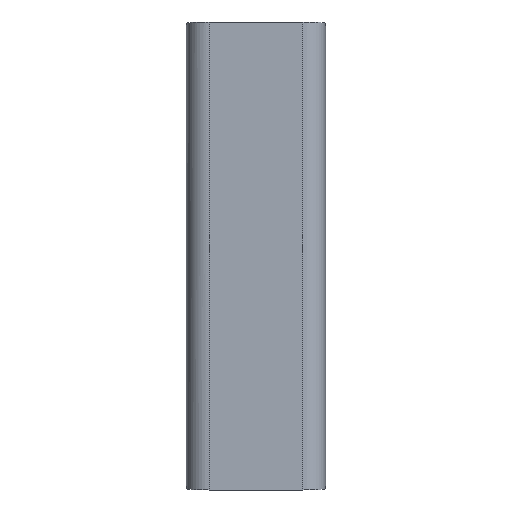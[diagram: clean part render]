
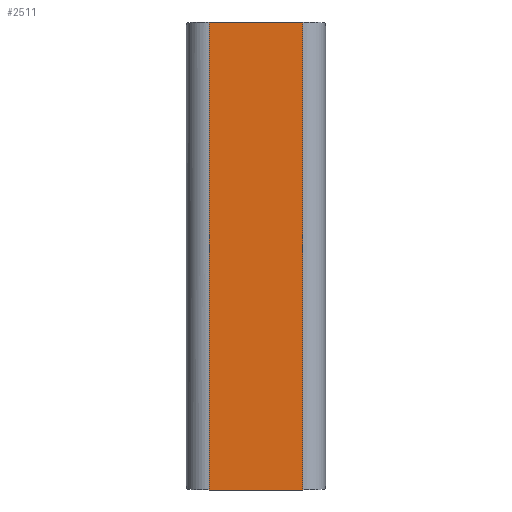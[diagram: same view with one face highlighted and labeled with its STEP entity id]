
A CAD part, front view. The second image highlights one B-rep face of the part: STEP entity #2511.
In plain terms, the highlighted planar face has unit normal (0, -1, 0).
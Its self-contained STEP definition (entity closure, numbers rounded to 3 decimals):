
#344 = VERTEX_POINT ( 'NONE', #4153 ) ;
#570 = EDGE_CURVE ( 'NONE', #1996, #344, #7571, .T. ) ;
#700 = VECTOR ( 'NONE', #1200, 1000. ) ;
#825 = ORIENTED_EDGE ( 'NONE', *, *, #8792, .T. ) ;
#944 = CARTESIAN_POINT ( 'NONE',  ( 157.8, 58.8, 482.368 ) ) ;
#1200 = DIRECTION ( 'NONE',  ( 1., 0., 0. ) ) ;
#1408 = VERTEX_POINT ( 'NONE', #7980 ) ;
#1629 = ORIENTED_EDGE ( 'NONE', *, *, #2721, .T. ) ;
#1975 = DIRECTION ( 'NONE',  ( 0., 0., -1. ) ) ;
#1996 = VERTEX_POINT ( 'NONE', #3015 ) ;
#2283 = DIRECTION ( 'NONE',  ( 0., 0., -1. ) ) ;
#2511 = ADVANCED_FACE ( 'NONE', ( #3761 ), #6880, .T. ) ;
#2721 = EDGE_CURVE ( 'NONE', #1408, #1996, #6053, .T. ) ;
#3015 = CARTESIAN_POINT ( 'NONE',  ( 164.107, 58.8, 482.368 ) ) ;
#3411 = VECTOR ( 'NONE', #8538, 1000. ) ;
#3761 = FACE_OUTER_BOUND ( 'NONE', #7313, .T. ) ;
#4035 = AXIS2_PLACEMENT_3D ( 'NONE', #6156, #8352, #1975 ) ;
#4153 = CARTESIAN_POINT ( 'NONE',  ( 164.107, 58.8, 355.572 ) ) ;
#5394 = VECTOR ( 'NONE', #8333, 1000. ) ;
#5858 = CARTESIAN_POINT ( 'NONE',  ( 164.107, 58.8, 0. ) ) ;
#5868 = ORIENTED_EDGE ( 'NONE', *, *, #7898, .T. ) ;
#6053 = LINE ( 'NONE', #944, #3411 ) ;
#6114 = VERTEX_POINT ( 'NONE', #6472 ) ;
#6156 = CARTESIAN_POINT ( 'NONE',  ( 157.8, 58.8, 0. ) ) ;
#6472 = CARTESIAN_POINT ( 'NONE',  ( 189.493, 58.8, 355.572 ) ) ;
#6594 = LINE ( 'NONE', #6926, #5394 ) ;
#6681 = CARTESIAN_POINT ( 'NONE',  ( 157.8, 58.8, 355.572 ) ) ;
#6880 = PLANE ( 'NONE',  #4035 ) ;
#6926 = CARTESIAN_POINT ( 'NONE',  ( 189.493, 58.8, 0. ) ) ;
#7223 = ORIENTED_EDGE ( 'NONE', *, *, #570, .T. ) ;
#7313 = EDGE_LOOP ( 'NONE', ( #825, #1629, #7223, #5868 ) ) ;
#7560 = VECTOR ( 'NONE', #2283, 1000. ) ;
#7571 = LINE ( 'NONE', #5858, #7560 ) ;
#7898 = EDGE_CURVE ( 'NONE', #344, #6114, #8482, .T. ) ;
#7980 = CARTESIAN_POINT ( 'NONE',  ( 189.493, 58.8, 482.368 ) ) ;
#8333 = DIRECTION ( 'NONE',  ( 0., 0., 1. ) ) ;
#8352 = DIRECTION ( 'NONE',  ( 0., -1., 0. ) ) ;
#8482 = LINE ( 'NONE', #6681, #700 ) ;
#8538 = DIRECTION ( 'NONE',  ( -1., 0., 0. ) ) ;
#8792 = EDGE_CURVE ( 'NONE', #6114, #1408, #6594, .T. ) ;
